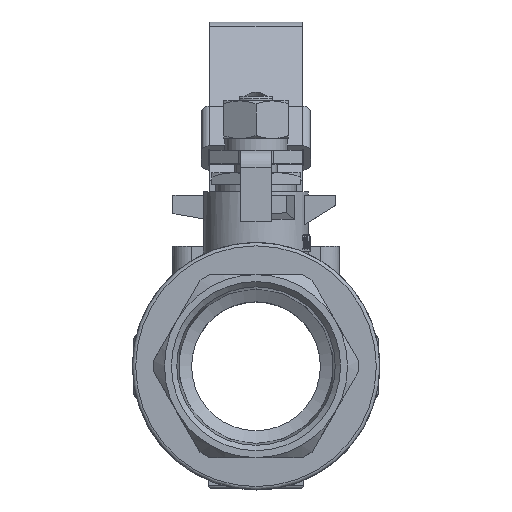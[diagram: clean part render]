
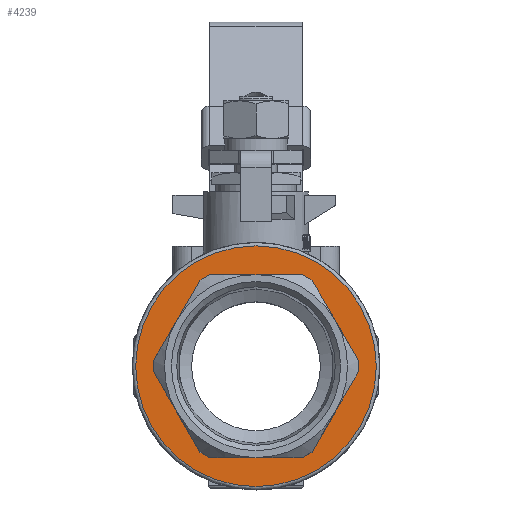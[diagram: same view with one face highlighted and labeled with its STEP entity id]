
A CAD part, top view. The second image highlights one B-rep face of the part: STEP entity #4239.
In plain terms, the highlighted planar face has unit normal (0, 0, 1).
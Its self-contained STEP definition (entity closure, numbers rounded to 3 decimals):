
#163=PLANE('',#4623);
#443=LINE('',#6943,#784);
#445=LINE('',#6952,#786);
#447=LINE('',#6969,#788);
#449=LINE('',#6978,#790);
#451=LINE('',#6995,#792);
#453=LINE('',#7004,#794);
#455=LINE('',#7021,#796);
#457=LINE('',#7030,#798);
#459=LINE('',#7047,#800);
#461=LINE('',#7056,#802);
#463=LINE('',#7073,#804);
#464=LINE('',#7079,#805);
#784=VECTOR('',#5435,1000.);
#786=VECTOR('',#5439,1000.);
#788=VECTOR('',#5443,1000.);
#790=VECTOR('',#5447,1000.);
#792=VECTOR('',#5451,1000.);
#794=VECTOR('',#5455,1000.);
#796=VECTOR('',#5459,1000.);
#798=VECTOR('',#5463,1000.);
#800=VECTOR('',#5467,1000.);
#802=VECTOR('',#5471,1000.);
#804=VECTOR('',#5475,1000.);
#805=VECTOR('',#5478,1000.);
#1006=CIRCLE('',#4622,35.5);
#1710=ORIENTED_EDGE('',*,*,#2774,.F.);
#1711=ORIENTED_EDGE('',*,*,#2710,.F.);
#1712=ORIENTED_EDGE('',*,*,#2706,.F.);
#1713=ORIENTED_EDGE('',*,*,#2703,.F.);
#1714=ORIENTED_EDGE('',*,*,#2740,.F.);
#1715=ORIENTED_EDGE('',*,*,#2738,.T.);
#1716=ORIENTED_EDGE('',*,*,#2734,.F.);
#1717=ORIENTED_EDGE('',*,*,#2731,.F.);
#1718=ORIENTED_EDGE('',*,*,#2727,.F.);
#1719=ORIENTED_EDGE('',*,*,#2724,.F.);
#1720=ORIENTED_EDGE('',*,*,#2720,.F.);
#1721=ORIENTED_EDGE('',*,*,#2717,.F.);
#1722=ORIENTED_EDGE('',*,*,#2713,.F.);
#2703=EDGE_CURVE('',#3229,#3225,#443,.T.);
#2706=EDGE_CURVE('',#3225,#3230,#445,.T.);
#2710=EDGE_CURVE('',#3230,#3232,#447,.T.);
#2713=EDGE_CURVE('',#3232,#3235,#449,.T.);
#2717=EDGE_CURVE('',#3235,#3237,#451,.T.);
#2720=EDGE_CURVE('',#3237,#3240,#453,.T.);
#2724=EDGE_CURVE('',#3240,#3242,#455,.T.);
#2727=EDGE_CURVE('',#3242,#3245,#457,.T.);
#2731=EDGE_CURVE('',#3245,#3247,#459,.T.);
#2734=EDGE_CURVE('',#3247,#3250,#461,.T.);
#2738=EDGE_CURVE('',#3252,#3250,#463,.T.);
#2740=EDGE_CURVE('',#3252,#3229,#464,.T.);
#2774=EDGE_CURVE('',#3276,#3276,#1006,.T.);
#3225=VERTEX_POINT('',#6926);
#3229=VERTEX_POINT('',#6942);
#3230=VERTEX_POINT('',#6946);
#3232=VERTEX_POINT('',#6955);
#3235=VERTEX_POINT('',#6972);
#3237=VERTEX_POINT('',#6981);
#3240=VERTEX_POINT('',#6998);
#3242=VERTEX_POINT('',#7007);
#3245=VERTEX_POINT('',#7024);
#3247=VERTEX_POINT('',#7033);
#3250=VERTEX_POINT('',#7050);
#3252=VERTEX_POINT('',#7059);
#3276=VERTEX_POINT('',#7223);
#3617=EDGE_LOOP('',(#1710));
#3618=EDGE_LOOP('',(#1711,#1712,#1713,#1714,#1715,#1716,#1717,#1718,#1719,
#1720,#1721,#1722));
#3916=FACE_BOUND('',#3617,.T.);
#3917=FACE_BOUND('',#3618,.T.);
#4239=ADVANCED_FACE('',(#3916,#3917),#163,.F.);
#4622=AXIS2_PLACEMENT_3D('',#7222,#5529,#5530);
#4623=AXIS2_PLACEMENT_3D('',#7224,#5531,#5532);
#5435=DIRECTION('',(-0.5,-0.866,0.));
#5439=DIRECTION('',(0.,-1.,0.));
#5443=DIRECTION('',(0.5,-0.866,0.));
#5447=DIRECTION('',(0.866,-0.5,0.));
#5451=DIRECTION('',(1.,0.,0.));
#5455=DIRECTION('',(0.866,0.5,0.));
#5459=DIRECTION('',(0.5,0.866,0.));
#5463=DIRECTION('',(0.,1.,0.));
#5467=DIRECTION('',(-0.5,0.866,0.));
#5471=DIRECTION('',(-0.866,0.5,0.));
#5475=DIRECTION('',(1.,0.,0.));
#5478=DIRECTION('',(-0.866,-0.5,0.));
#5529=DIRECTION('',(0.,0.,-1.));
#5530=DIRECTION('',(-1.,0.,0.));
#5531=DIRECTION('',(0.,0.,-1.));
#5532=DIRECTION('',(-1.,0.,0.));
#6926=CARTESIAN_POINT('',(-30.239,1.625,31.55));
#6942=CARTESIAN_POINT('',(-16.526,25.375,31.55));
#6943=CARTESIAN_POINT('',(-16.526,25.375,31.55));
#6946=CARTESIAN_POINT('',(-30.239,-1.625,31.55));
#6952=CARTESIAN_POINT('',(-30.239,1.625,31.55));
#6955=CARTESIAN_POINT('',(-16.526,-25.375,31.55));
#6969=CARTESIAN_POINT('',(-30.239,-1.625,31.55));
#6972=CARTESIAN_POINT('',(-13.713,-27.,31.55));
#6978=CARTESIAN_POINT('',(-16.526,-25.375,31.55));
#6981=CARTESIAN_POINT('',(13.713,-27.,31.55));
#6995=CARTESIAN_POINT('',(-13.713,-27.,31.55));
#6998=CARTESIAN_POINT('',(16.526,-25.375,31.55));
#7004=CARTESIAN_POINT('',(13.713,-27.,31.55));
#7007=CARTESIAN_POINT('',(30.239,-1.625,31.55));
#7021=CARTESIAN_POINT('',(16.526,-25.375,31.55));
#7024=CARTESIAN_POINT('',(30.239,1.625,31.55));
#7030=CARTESIAN_POINT('',(30.239,-1.625,31.55));
#7033=CARTESIAN_POINT('',(16.526,25.375,31.55));
#7047=CARTESIAN_POINT('',(30.239,1.625,31.55));
#7050=CARTESIAN_POINT('',(13.713,27.,31.55));
#7056=CARTESIAN_POINT('',(16.526,25.375,31.55));
#7059=CARTESIAN_POINT('',(-13.713,27.,31.55));
#7073=CARTESIAN_POINT('',(0.,27.,31.55));
#7079=CARTESIAN_POINT('',(-13.713,27.,31.55));
#7222=CARTESIAN_POINT('',(0.,0.,31.55));
#7223=CARTESIAN_POINT('',(-35.5,0.,31.55));
#7224=CARTESIAN_POINT('',(0.,0.,31.55));
